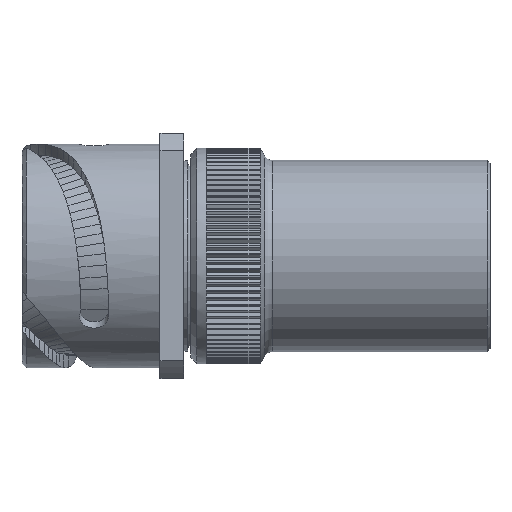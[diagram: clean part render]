
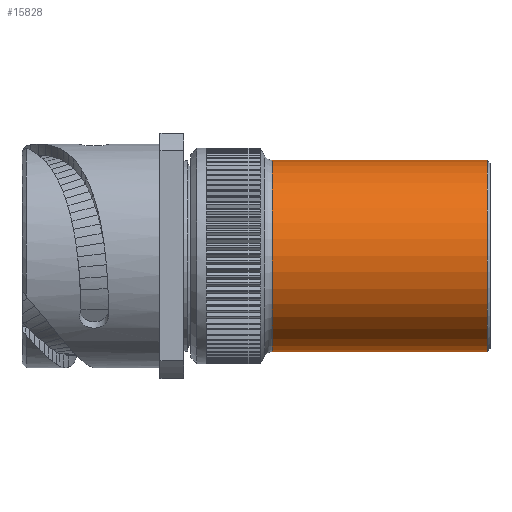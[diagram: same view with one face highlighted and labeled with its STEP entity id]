
A CAD part, top view. The second image highlights one B-rep face of the part: STEP entity #15828.
In plain terms, the highlighted cylindrical face has radius 16 mm (diameter 32 mm), a partial arc.
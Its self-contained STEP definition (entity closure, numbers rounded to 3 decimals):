
#45=CARTESIAN_POINT('',(49.5,0.,0.));
#46=DIRECTION('',(1.,0.,0.));
#47=DIRECTION('',(0.,1.,0.));
#48=AXIS2_PLACEMENT_3D('',#45,#46,#47);
#50=DIRECTION('',(-1.,0.,0.));
#51=VECTOR('',#50,35.879);
#52=CARTESIAN_POINT('',(49.5,16.,0.));
#53=LINE('1185',#52,#51);
#54=DIRECTION('',(-1.,0.,0.));
#55=VECTOR('',#54,35.879);
#56=CARTESIAN_POINT('',(49.5,-16.,0.));
#57=LINE('1187',#56,#55);
#78=CARTESIAN_POINT('',(13.621,0.,0.));
#79=DIRECTION('',(1.,0.,0.));
#80=DIRECTION('',(0.,1.,0.));
#81=AXIS2_PLACEMENT_3D('',#78,#79,#80);
#13043=CARTESIAN_POINT('',(49.5,16.,0.));
#13044=CARTESIAN_POINT('',(13.621,16.,0.));
#13045=VERTEX_POINT('',#13043);
#13046=VERTEX_POINT('',#13044);
#13051=CARTESIAN_POINT('',(49.5,-16.,0.));
#13052=CARTESIAN_POINT('',(13.621,-16.,0.));
#13053=VERTEX_POINT('',#13051);
#13054=VERTEX_POINT('',#13052);
#15814=CARTESIAN_POINT('',(-2.5,0.,0.));
#15815=DIRECTION('',(1.,0.,0.));
#15816=DIRECTION('',(0.,-1.,0.));
#15817=AXIS2_PLACEMENT_3D('',#15814,#15815,#15816);
#15818=CYLINDRICAL_SURFACE('246',#15817,16.);
#15820=ORIENTED_EDGE('1185',*,*,#15819,.F.);
#15821=ORIENTED_EDGE('1235',*,*,#15802,.T.);
#15823=ORIENTED_EDGE('1187',*,*,#15822,.T.);
#15825=ORIENTED_EDGE('1228',*,*,#15824,.F.);
#15826=EDGE_LOOP('246',(#15820,#15821,#15823,#15825));
#15827=FACE_OUTER_BOUND('246',#15826,.F.);
#49=CIRCLE('1235',#48,16.);
#82=CIRCLE('1228',#81,16.);
#15802=EDGE_CURVE('1235',#13045,#13053,#49,.T.);
#15819=EDGE_CURVE('1185',#13045,#13046,#53,.T.);
#15822=EDGE_CURVE('1187',#13053,#13054,#57,.T.);
#15824=EDGE_CURVE('1228',#13046,#13054,#82,.T.);
#15828=ADVANCED_FACE('246',(#15827),#15818,.T.);
